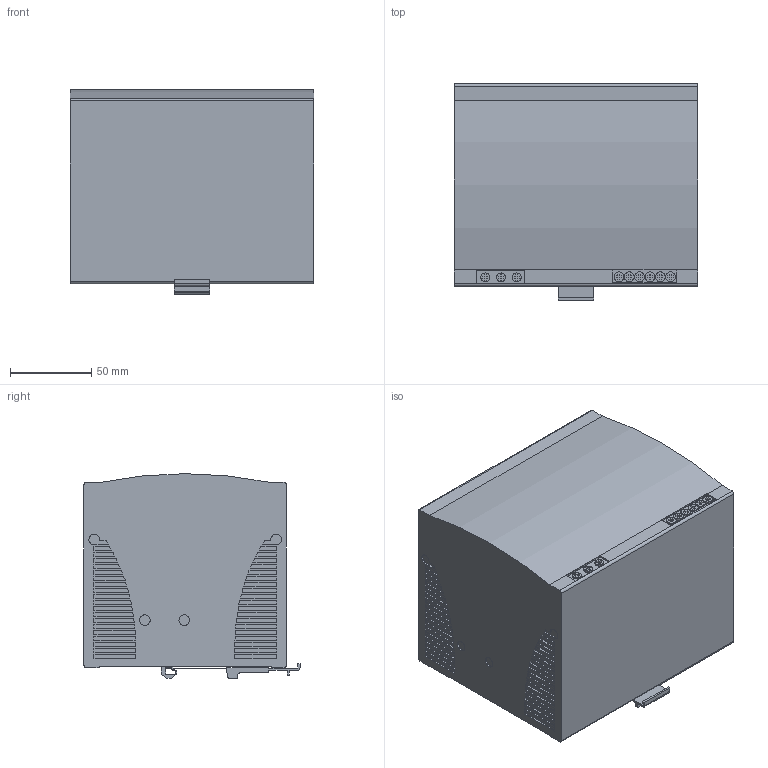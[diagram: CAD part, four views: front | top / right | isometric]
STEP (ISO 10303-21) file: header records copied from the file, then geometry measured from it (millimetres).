
FILE_DESCRIPTION((''),'2;1');
FILE_NAME('3d_PSL348024.stp','2012-10-10T14:30:07',(''),(''),'Mechanical Desktop 2011','Mechanical Desktop 2011',', , ');
FILE_SCHEMA(('CONFIG_CONTROL_DESIGN'));
Length unit declared in the file: millimetre
Products named in the file (1): Product
Bounding box: 150 x 132.82 x 125.82 mm (x, y, z)
Volume: 2175195.1 mm3; surface area: 110049.6 mm2
Topology: 2 solids, 2 shells, 792 faces, 2079 edges, 1394 vertices
Faces by surface type: plane 743, cylinder 49
Entity records: 24116 total; most frequent: CARTESIAN_POINT 4266, ORIENTED_EDGE 4158, DIRECTION 3789, EDGE_CURVE 2079, VECTOR 1955, LINE 1955, VERTEX_POINT 1394, AXIS2_PLACEMENT_3D 917
